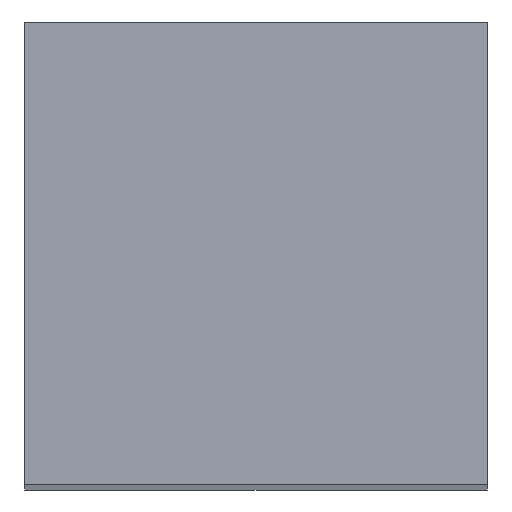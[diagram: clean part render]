
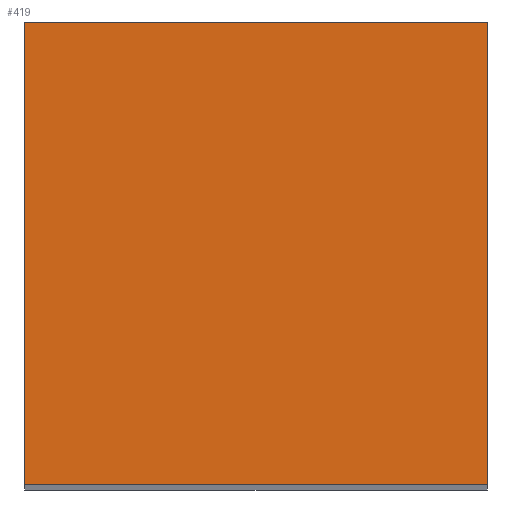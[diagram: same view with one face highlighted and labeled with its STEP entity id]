
A CAD part, top view. The second image highlights one B-rep face of the part: STEP entity #419.
In plain terms, the highlighted face is planar.
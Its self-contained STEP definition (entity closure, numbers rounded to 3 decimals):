
#349=CARTESIAN_POINT('',(0.,16.,12.));
#350=VERTEX_POINT('',#349);
#354=CARTESIAN_POINT('',(0.,0.,12.));
#355=DIRECTION('',(0.,1.,0.));
#356=VECTOR('',#355,16.);
#357=LINE('',#354,#356);
#358=CARTESIAN_POINT('',(0.,0.,12.));
#359=VERTEX_POINT('',#358);
#360=EDGE_CURVE('',#359,#350,#357,.T.);
#385=CARTESIAN_POINT('',(0.,7.6,3.6));
#386=DIRECTION('',(-1.,0.,0.));
#387=DIRECTION('',(0.,0.,1.));
#388=AXIS2_PLACEMENT_3D('',#385,#386,#387);
#389=PLANE('',#388);
#390=ORIENTED_EDGE('Edge 317',*,*,#360,.F.);
#392=CARTESIAN_POINT('',(0.,16.,-4.));
#393=DIRECTION('',(0.,0.,1.));
#394=VECTOR('',#393,16.);
#395=LINE('',#392,#394);
#396=CARTESIAN_POINT('',(0.,16.,-4.));
#397=VERTEX_POINT('',#396);
#398=EDGE_CURVE('',#397,#350,#395,.T.);
#399=ORIENTED_EDGE('Edge 322',*,*,#398,.T.);
#401=CARTESIAN_POINT('',(0.,0.,-4.));
#402=DIRECTION('',(0.,1.,0.));
#403=VECTOR('',#402,16.);
#404=LINE('',#401,#403);
#405=CARTESIAN_POINT('',(0.,0.,-4.));
#406=VERTEX_POINT('',#405);
#407=EDGE_CURVE('',#406,#397,#404,.T.);
#408=ORIENTED_EDGE('Edge 327',*,*,#407,.T.);
#410=CARTESIAN_POINT('',(0.,0.,-4.));
#411=DIRECTION('',(0.,0.,1.));
#412=VECTOR('',#411,16.);
#413=LINE('',#410,#412);
#414=EDGE_CURVE('',#406,#359,#413,.T.);
#415=ORIENTED_EDGE('Edge 332',*,*,#414,.F.);
#417=EDGE_LOOP('',(#415,#408,#399,#390));
#418=FACE_OUTER_BOUND('Loop 333',#417,.T.);
#419=ADVANCED_FACE('Face 334',(#418),#389,.F.);
